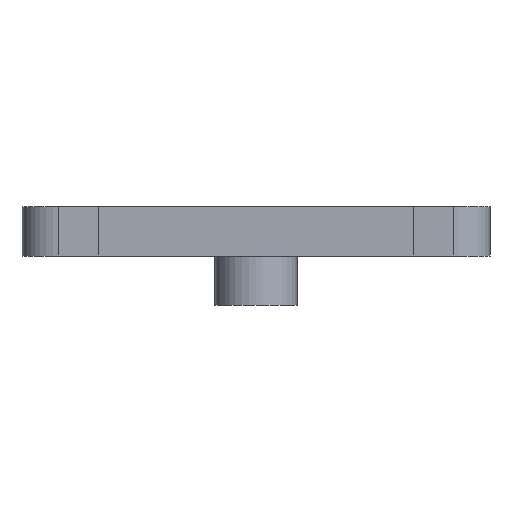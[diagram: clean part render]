
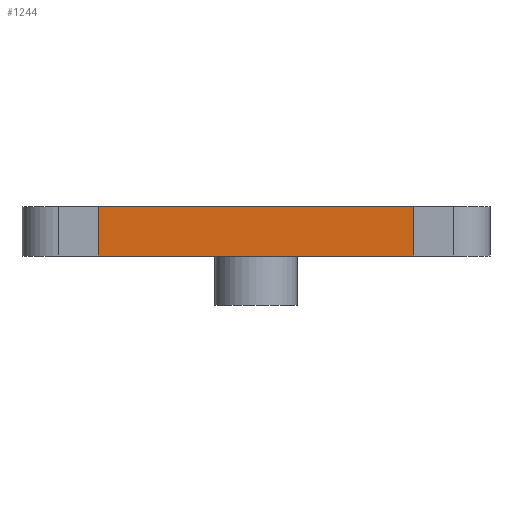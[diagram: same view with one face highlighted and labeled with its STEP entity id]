
A CAD part, front view. The second image highlights one B-rep face of the part: STEP entity #1244.
In plain terms, the highlighted planar face has unit normal (0, -1, 0).
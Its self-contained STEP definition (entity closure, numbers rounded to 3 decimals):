
#145 = DIRECTION ( 'NONE',  ( 1., 0., 0. ) ) ;
#185 = CARTESIAN_POINT ( 'NONE',  ( 9.6, -12.6, 3. ) ) ;
#242 = VECTOR ( 'NONE', #145, 1000. ) ;
#290 = DIRECTION ( 'NONE',  ( 0., 1., 0. ) ) ;
#297 = DIRECTION ( 'NONE',  ( 0., 0., 1. ) ) ;
#302 = CARTESIAN_POINT ( 'NONE',  ( -9.6, -12.6, 3. ) ) ;
#325 = LINE ( 'NONE', #1136, #708 ) ;
#347 = VERTEX_POINT ( 'NONE', #984 ) ;
#410 = DIRECTION ( 'NONE',  ( 0., 0., -1. ) ) ;
#469 = ORIENTED_EDGE ( 'NONE', *, *, #1227, .T. ) ;
#470 = DIRECTION ( 'NONE',  ( 1., 0., 0. ) ) ;
#499 = PLANE ( 'NONE',  #936 ) ;
#551 = VERTEX_POINT ( 'NONE', #185 ) ;
#649 = ORIENTED_EDGE ( 'NONE', *, *, #697, .T. ) ;
#661 = LINE ( 'NONE', #1062, #242 ) ;
#697 = EDGE_CURVE ( 'NONE', #1126, #1003, #765, .T. ) ;
#708 = VECTOR ( 'NONE', #410, 1000. ) ;
#728 = CARTESIAN_POINT ( 'NONE',  ( 9.6, -12.6, 0. ) ) ;
#729 = VECTOR ( 'NONE', #1011, 1000. ) ;
#765 = LINE ( 'NONE', #1075, #809 ) ;
#789 = CARTESIAN_POINT ( 'NONE',  ( -9.6, -12.6, 3. ) ) ;
#809 = VECTOR ( 'NONE', #470, 1000. ) ;
#825 = ORIENTED_EDGE ( 'NONE', *, *, #991, .F. ) ;
#843 = EDGE_CURVE ( 'NONE', #347, #551, #661, .T. ) ;
#884 = LINE ( 'NONE', #302, #729 ) ;
#901 = FACE_OUTER_BOUND ( 'NONE', #1187, .T. ) ;
#936 = AXIS2_PLACEMENT_3D ( 'NONE', #789, #290, #297 ) ;
#963 = ORIENTED_EDGE ( 'NONE', *, *, #843, .F. ) ;
#984 = CARTESIAN_POINT ( 'NONE',  ( -9.6, -12.6, 3. ) ) ;
#991 = EDGE_CURVE ( 'NONE', #551, #1003, #325, .T. ) ;
#1003 = VERTEX_POINT ( 'NONE', #728 ) ;
#1011 = DIRECTION ( 'NONE',  ( 0., 0., -1. ) ) ;
#1062 = CARTESIAN_POINT ( 'NONE',  ( -9.6, -12.6, 3. ) ) ;
#1075 = CARTESIAN_POINT ( 'NONE',  ( -9.6, -12.6, 0. ) ) ;
#1084 = CARTESIAN_POINT ( 'NONE',  ( -9.6, -12.6, 0. ) ) ;
#1126 = VERTEX_POINT ( 'NONE', #1084 ) ;
#1136 = CARTESIAN_POINT ( 'NONE',  ( 9.6, -12.6, 3. ) ) ;
#1187 = EDGE_LOOP ( 'NONE', ( #649, #825, #963, #469 ) ) ;
#1227 = EDGE_CURVE ( 'NONE', #347, #1126, #884, .T. ) ;
#1244 = ADVANCED_FACE ( 'NONE', ( #901 ), #499, .F. ) ;
